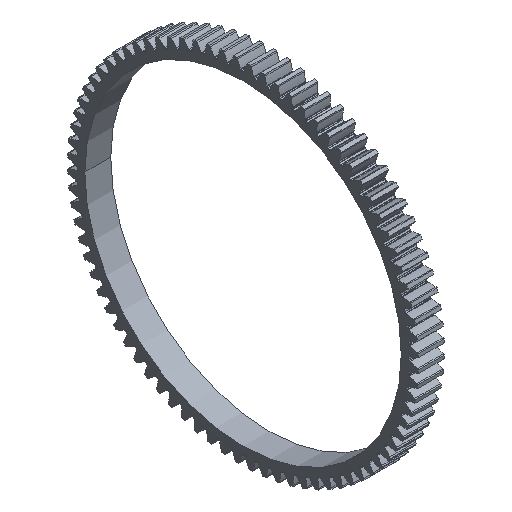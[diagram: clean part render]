
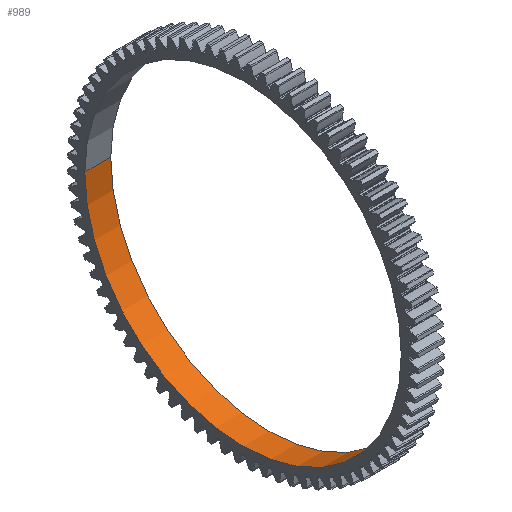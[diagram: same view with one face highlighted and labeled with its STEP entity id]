
A CAD part, isometric view. The second image highlights one B-rep face of the part: STEP entity #989.
In plain terms, the highlighted cylindrical face has radius 61 mm (diameter 122 mm), a partial arc.
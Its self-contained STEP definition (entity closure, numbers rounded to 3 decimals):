
#989=ADVANCED_FACE('',(#2935),#2936,.F.);
#2935=FACE_OUTER_BOUND('',#5837,.T.);
#2936=CYLINDRICAL_SURFACE('',#5838,61.0);
#5837=EDGE_LOOP('',(#8733,#8734,#8735,#8736));
#5838=AXIS2_PLACEMENT_3D('',#8737,#8738,#8739);
#8733=ORIENTED_EDGE('',*,*,#18362,.F.);
#8734=ORIENTED_EDGE('',*,*,#18363,.F.);
#8735=ORIENTED_EDGE('',*,*,#18364,.F.);
#8736=ORIENTED_EDGE('',*,*,#18365,.F.);
#8737=CARTESIAN_POINT('',(5.0,0.0,0.0));
#8738=DIRECTION('',(1.0,0.0,0.0));
#8739=DIRECTION('',(0.0,-1.0,0.0));
#18362=EDGE_CURVE('',#22213,#22214,#22215,.T.);
#18363=EDGE_CURVE('',#22216,#22213,#22217,.T.);
#18364=EDGE_CURVE('',#22218,#22216,#22219,.T.);
#18365=EDGE_CURVE('',#22214,#22218,#22220,.T.);
#22213=VERTEX_POINT('',#27988);
#22214=VERTEX_POINT('',#27989);
#22215=LINE('',#27990,#27991);
#22216=VERTEX_POINT('',#27992);
#22217=CIRCLE('',#27993,61.0);
#22218=VERTEX_POINT('',#27994);
#22219=LINE('',#27995,#27996);
#22220=CIRCLE('',#27997,61.0);
#27988=CARTESIAN_POINT('',(10.0,-61.0,0.0));
#27989=CARTESIAN_POINT('',(0.0,-61.0,0.0));
#27990=CARTESIAN_POINT('',(5.0,-61.0,0.));
#27991=VECTOR('',#34724,1.0);
#27992=CARTESIAN_POINT('',(10.0,61.0,0.));
#27993=AXIS2_PLACEMENT_3D('',#34725,#34726,#34727);
#27994=CARTESIAN_POINT('',(0.0,61.0,0.));
#27995=CARTESIAN_POINT('',(5.0,61.0,0.));
#27996=VECTOR('',#34728,1.0);
#27997=AXIS2_PLACEMENT_3D('',#34729,#34730,#34731);
#34724=DIRECTION('',(-1.0,0.0,-0.0));
#34725=CARTESIAN_POINT('',(10.0,0.0,0.0));
#34726=DIRECTION('',(-1.0,-0.0,0.0));
#34727=DIRECTION('',(0.0,-1.0,0.0));
#34728=DIRECTION('',(1.0,0.0,-0.0));
#34729=CARTESIAN_POINT('',(0.0,0.0,0.0));
#34730=DIRECTION('',(1.0,0.0,-0.0));
#34731=DIRECTION('',(0.0,-1.0,0.0));
